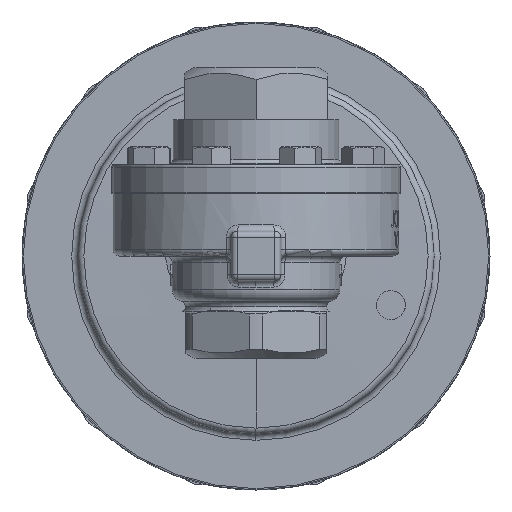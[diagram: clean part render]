
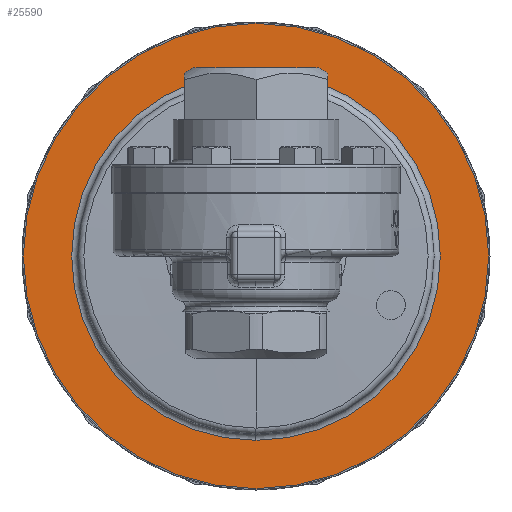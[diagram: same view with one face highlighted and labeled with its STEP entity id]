
A CAD part, front view. The second image highlights one B-rep face of the part: STEP entity #25590.
In plain terms, the highlighted planar face has unit normal (0, -1, 0).
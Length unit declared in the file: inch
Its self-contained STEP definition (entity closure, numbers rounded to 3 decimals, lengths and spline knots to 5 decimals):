
#296 = CIRCLE ( 'NONE', #29293, 2.7805 ) ;
#540 = AXIS2_PLACEMENT_3D ( 'NONE', #32296, #20938, #3870 ) ;
#3870 = DIRECTION ( 'NONE',  ( 0., 0., -1. ) ) ;
#4450 = CARTESIAN_POINT ( 'NONE',  ( 0., 2.642, 0. ) ) ;
#5176 = CARTESIAN_POINT ( 'NONE',  ( 0., 2.642, 0. ) ) ;
#5283 = CARTESIAN_POINT ( 'NONE',  ( 0., 2.642, 0. ) ) ;
#6255 = EDGE_CURVE ( 'NONE', #36811, #28751, #32181, .T. ) ;
#6641 = EDGE_LOOP ( 'NONE', ( #9535, #26146 ) ) ;
#7333 = DIRECTION ( 'NONE',  ( 0., 0., -1. ) ) ;
#8025 = DIRECTION ( 'NONE',  ( 0., 0., -1. ) ) ;
#8096 = DIRECTION ( 'NONE',  ( 0., -1., 0. ) ) ;
#8150 = DIRECTION ( 'NONE',  ( 0., 0., -1. ) ) ;
#8890 = VERTEX_POINT ( 'NONE', #17512 ) ;
#9535 = ORIENTED_EDGE ( 'NONE', *, *, #6255, .F. ) ;
#10372 = EDGE_LOOP ( 'NONE', ( #17096, #18632 ) ) ;
#14426 = FACE_BOUND ( 'NONE', #6641, .T. ) ;
#16093 = VERTEX_POINT ( 'NONE', #29311 ) ;
#17096 = ORIENTED_EDGE ( 'NONE', *, *, #32919, .T. ) ;
#17512 = CARTESIAN_POINT ( 'NONE',  ( 0., 2.642, 3.5095 ) ) ;
#18632 = ORIENTED_EDGE ( 'NONE', *, *, #28485, .T. ) ;
#20938 = DIRECTION ( 'NONE',  ( 0., -1., 0. ) ) ;
#21780 = AXIS2_PLACEMENT_3D ( 'NONE', #25177, #8096, #28042 ) ;
#21995 = FACE_OUTER_BOUND ( 'NONE', #10372, .T. ) ;
#22520 = EDGE_CURVE ( 'NONE', #28751, #36811, #296, .T. ) ;
#24394 = DIRECTION ( 'NONE',  ( 0., -1., 0. ) ) ;
#25106 = DIRECTION ( 'NONE',  ( 0., -1., 0. ) ) ;
#25177 = CARTESIAN_POINT ( 'NONE',  ( 0., 2.642, 0. ) ) ;
#25232 = DIRECTION ( 'NONE',  ( 0., -1., 0. ) ) ;
#25590 = ADVANCED_FACE ( 'NONE', ( #21995, #14426 ), #26540, .T. ) ;
#26146 = ORIENTED_EDGE ( 'NONE', *, *, #22520, .F. ) ;
#26540 = PLANE ( 'NONE',  #540 ) ;
#26862 = AXIS2_PLACEMENT_3D ( 'NONE', #5283, #25232, #8150 ) ;
#28042 = DIRECTION ( 'NONE',  ( 0., 0., -1. ) ) ;
#28485 = EDGE_CURVE ( 'NONE', #8890, #16093, #29057, .T. ) ;
#28751 = VERTEX_POINT ( 'NONE', #32105 ) ;
#29057 = CIRCLE ( 'NONE', #21780, 3.5095 ) ;
#29293 = AXIS2_PLACEMENT_3D ( 'NONE', #4450, #24394, #7333 ) ;
#29311 = CARTESIAN_POINT ( 'NONE',  ( 0., 2.642, -3.5095 ) ) ;
#31644 = CARTESIAN_POINT ( 'NONE',  ( 0., 2.642, -2.7805 ) ) ;
#32105 = CARTESIAN_POINT ( 'NONE',  ( 0., 2.642, 2.7805 ) ) ;
#32181 = CIRCLE ( 'NONE', #36809, 2.7805 ) ;
#32296 = CARTESIAN_POINT ( 'NONE',  ( 0., 2.642, -3.5095 ) ) ;
#32919 = EDGE_CURVE ( 'NONE', #16093, #8890, #34551, .T. ) ;
#34551 = CIRCLE ( 'NONE', #26862, 3.5095 ) ;
#36809 = AXIS2_PLACEMENT_3D ( 'NONE', #5176, #25106, #8025 ) ;
#36811 = VERTEX_POINT ( 'NONE', #31644 ) ;
